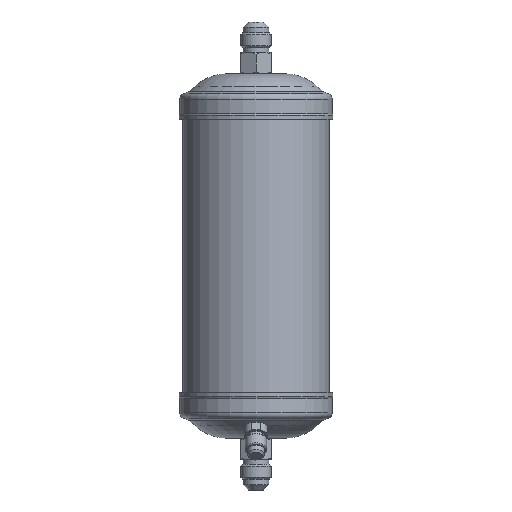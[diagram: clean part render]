
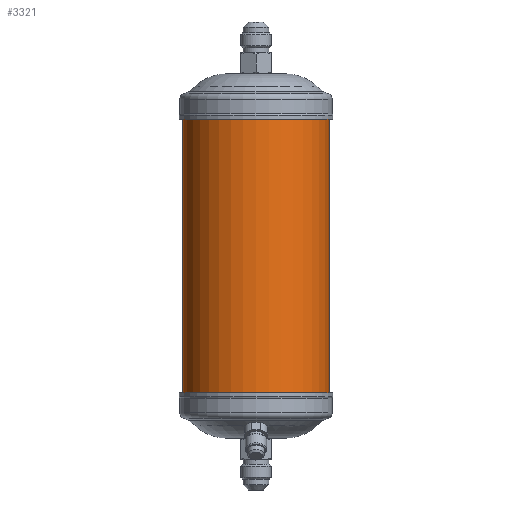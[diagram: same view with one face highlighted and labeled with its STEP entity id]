
A CAD part, front view. The second image highlights one B-rep face of the part: STEP entity #3321.
In plain terms, the highlighted cylindrical face has radius 38.1 mm (diameter 76.2 mm), a partial arc.
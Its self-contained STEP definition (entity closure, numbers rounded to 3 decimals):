
#472 = LINE ( 'NONE', #2907, #3487 ) ;
#556 = FACE_OUTER_BOUND ( 'NONE', #4218, .T. ) ;
#871 = CARTESIAN_POINT ( 'NONE',  ( -38.1, 0., -71.4 ) ) ;
#890 = AXIS2_PLACEMENT_3D ( 'NONE', #2463, #1437, #4189 ) ;
#1024 = ORIENTED_EDGE ( 'NONE', *, *, #4478, .F. ) ;
#1133 = CARTESIAN_POINT ( 'NONE',  ( 38.1, 0., 71.4 ) ) ;
#1377 = VERTEX_POINT ( 'NONE', #3417 ) ;
#1437 = DIRECTION ( 'NONE',  ( 0., 0., -1. ) ) ;
#1560 = CYLINDRICAL_SURFACE ( 'NONE', #3582, 38.1 ) ;
#1595 = VERTEX_POINT ( 'NONE', #1133 ) ;
#1687 = DIRECTION ( 'NONE',  ( 0., 0., 1. ) ) ;
#1856 = DIRECTION ( 'NONE',  ( 0., 0., -1. ) ) ;
#2090 = EDGE_CURVE ( 'NONE', #1595, #2974, #472, .T. ) ;
#2247 = CARTESIAN_POINT ( 'NONE',  ( -38.1, 0., 82. ) ) ;
#2374 = EDGE_CURVE ( 'NONE', #2974, #2895, #2861, .T. ) ;
#2463 = CARTESIAN_POINT ( 'NONE',  ( 0., 0., -71.4 ) ) ;
#2652 = DIRECTION ( 'NONE',  ( -1., 0., 0. ) ) ;
#2861 = CIRCLE ( 'NONE', #890, 38.1 ) ;
#2895 = VERTEX_POINT ( 'NONE', #871 ) ;
#2907 = CARTESIAN_POINT ( 'NONE',  ( 38.1, 0., 82. ) ) ;
#2973 = ORIENTED_EDGE ( 'NONE', *, *, #2374, .F. ) ;
#2974 = VERTEX_POINT ( 'NONE', #3025 ) ;
#3025 = CARTESIAN_POINT ( 'NONE',  ( 38.1, 0., -71.4 ) ) ;
#3123 = ORIENTED_EDGE ( 'NONE', *, *, #4199, .T. ) ;
#3145 = VECTOR ( 'NONE', #3954, 1000. ) ;
#3171 = AXIS2_PLACEMENT_3D ( 'NONE', #4225, #1687, #3454 ) ;
#3258 = CARTESIAN_POINT ( 'NONE',  ( 0., 0., 82. ) ) ;
#3321 = ADVANCED_FACE ( 'NONE', ( #556 ), #1560, .T. ) ;
#3346 = DIRECTION ( 'NONE',  ( 0., 0., -1. ) ) ;
#3417 = CARTESIAN_POINT ( 'NONE',  ( -38.1, 0., 71.4 ) ) ;
#3454 = DIRECTION ( 'NONE',  ( 1., 0., 0. ) ) ;
#3487 = VECTOR ( 'NONE', #1856, 1000. ) ;
#3582 = AXIS2_PLACEMENT_3D ( 'NONE', #3258, #3346, #2652 ) ;
#3954 = DIRECTION ( 'NONE',  ( 0., 0., -1. ) ) ;
#4189 = DIRECTION ( 'NONE',  ( -1., 0., 0. ) ) ;
#4199 = EDGE_CURVE ( 'NONE', #1377, #2895, #4295, .T. ) ;
#4218 = EDGE_LOOP ( 'NONE', ( #4506, #1024, #3123, #2973 ) ) ;
#4225 = CARTESIAN_POINT ( 'NONE',  ( 0., 0., 71.4 ) ) ;
#4257 = CIRCLE ( 'NONE', #3171, 38.1 ) ;
#4295 = LINE ( 'NONE', #2247, #3145 ) ;
#4478 = EDGE_CURVE ( 'NONE', #1377, #1595, #4257, .T. ) ;
#4506 = ORIENTED_EDGE ( 'NONE', *, *, #2090, .F. ) ;
